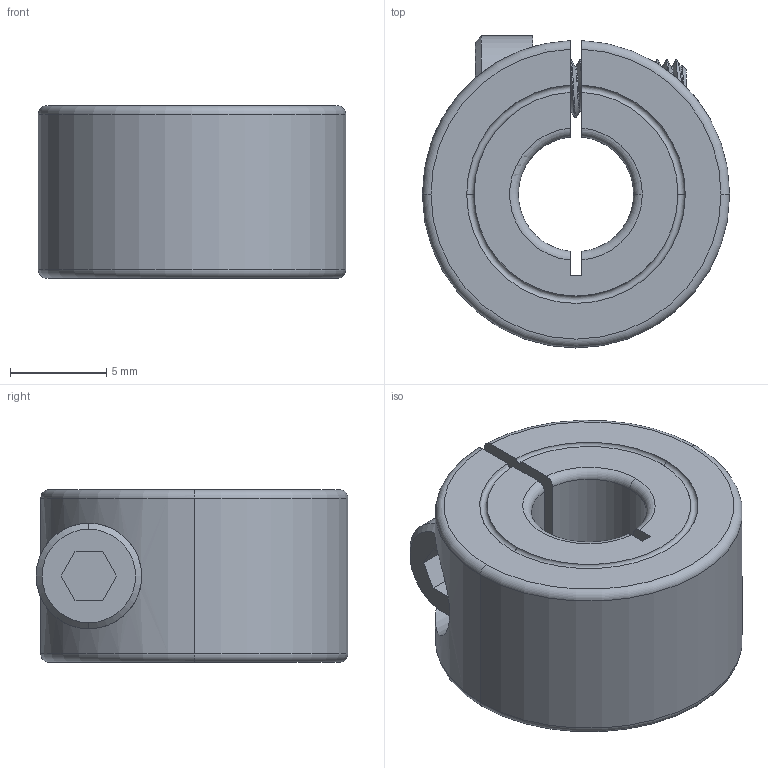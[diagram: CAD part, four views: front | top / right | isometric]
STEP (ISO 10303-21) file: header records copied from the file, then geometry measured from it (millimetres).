
FILE_DESCRIPTION (( 'STEP AP203' ), '1' );
FILE_NAME ('9506T3.step', '2013-04-30T16:23:26', ( '' ), ( '' ), 'SwSTEP 2.0', 'SolidWorks 2010', '' );
FILE_SCHEMA (( 'CONFIG_CONTROL_DESIGN' ));
Length unit declared in the file: millimetre
Products named in the file (1): 9506T3
Bounding box: 16 x 16.24 x 9 mm (x, y, z)
Volume: 1486.7 mm3; surface area: 1347.9 mm2
Topology: 2 solids, 2 shells, 86 faces, 232 edges, 153 vertices
Faces by surface type: cylinder 43, plane 20, torus 15, cone 5, bspline 3
Entity records: 4751 total; most frequent: CARTESIAN_POINT 2687, ORIENTED_EDGE 464, DIRECTION 375, EDGE_CURVE 232, VERTEX_POINT 153, AXIS2_PLACEMENT_3D 144, EDGE_LOOP 93, VECTOR 87
